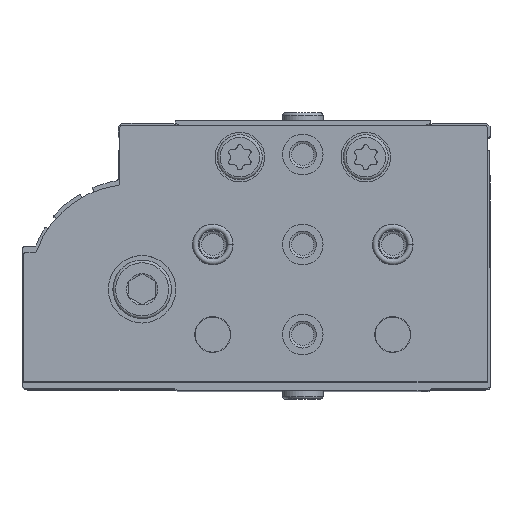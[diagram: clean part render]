
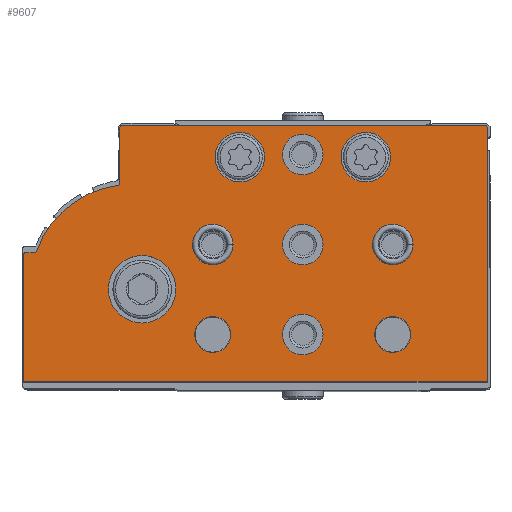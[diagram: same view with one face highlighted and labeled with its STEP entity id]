
A CAD part, top view. The second image highlights one B-rep face of the part: STEP entity #9607.
In plain terms, the highlighted face is planar.
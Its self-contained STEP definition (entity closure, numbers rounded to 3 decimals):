
#971=LINE('',#16331,#1713);
#973=LINE('',#16335,#1715);
#975=LINE('',#16339,#1717);
#978=LINE('',#16347,#1720);
#983=LINE('',#16363,#1725);
#986=LINE('',#16371,#1728);
#1713=VECTOR('',#13184,1000.);
#1715=VECTOR('',#13188,1000.);
#1717=VECTOR('',#13192,1000.);
#1720=VECTOR('',#13201,1000.);
#1725=VECTOR('',#13220,1000.);
#1728=VECTOR('',#13229,1000.);
#3679=ORIENTED_EDGE('',*,*,#5450,.T.);
#3680=ORIENTED_EDGE('',*,*,#5451,.T.);
#3681=ORIENTED_EDGE('',*,*,#5452,.T.);
#3682=ORIENTED_EDGE('',*,*,#5453,.T.);
#3683=ORIENTED_EDGE('',*,*,#5454,.T.);
#3684=ORIENTED_EDGE('',*,*,#5455,.T.);
#3685=ORIENTED_EDGE('',*,*,#5456,.T.);
#3686=ORIENTED_EDGE('',*,*,#5457,.T.);
#3687=ORIENTED_EDGE('',*,*,#5458,.T.);
#3688=ORIENTED_EDGE('',*,*,#5459,.T.);
#3689=ORIENTED_EDGE('',*,*,#5425,.F.);
#3690=ORIENTED_EDGE('',*,*,#5448,.F.);
#3691=ORIENTED_EDGE('',*,*,#5446,.F.);
#3692=ORIENTED_EDGE('',*,*,#5444,.F.);
#3693=ORIENTED_EDGE('',*,*,#5442,.T.);
#3694=ORIENTED_EDGE('',*,*,#5440,.F.);
#3695=ORIENTED_EDGE('',*,*,#5438,.T.);
#3696=ORIENTED_EDGE('',*,*,#5436,.F.);
#3697=ORIENTED_EDGE('',*,*,#5434,.F.);
#3698=ORIENTED_EDGE('',*,*,#5432,.F.);
#3699=ORIENTED_EDGE('',*,*,#5430,.F.);
#3700=ORIENTED_EDGE('',*,*,#5428,.F.);
#5425=EDGE_CURVE('',#6493,#6494,#7082,.T.);
#5428=EDGE_CURVE('',#6494,#6495,#971,.T.);
#5430=EDGE_CURVE('',#6495,#6496,#973,.T.);
#5432=EDGE_CURVE('',#6496,#6497,#975,.T.);
#5434=EDGE_CURVE('',#6497,#6498,#7083,.T.);
#5436=EDGE_CURVE('',#6498,#6499,#978,.T.);
#5438=EDGE_CURVE('',#6500,#6499,#7084,.T.);
#5440=EDGE_CURVE('',#6500,#6501,#7085,.T.);
#5442=EDGE_CURVE('',#6502,#6501,#7086,.T.);
#5444=EDGE_CURVE('',#6502,#6503,#983,.T.);
#5446=EDGE_CURVE('',#6503,#6504,#7087,.T.);
#5448=EDGE_CURVE('',#6504,#6493,#986,.T.);
#5450=EDGE_CURVE('',#6505,#6505,#7088,.T.);
#5451=EDGE_CURVE('',#6506,#6506,#7089,.T.);
#5452=EDGE_CURVE('',#6507,#6507,#7090,.T.);
#5453=EDGE_CURVE('',#6508,#6508,#7091,.T.);
#5454=EDGE_CURVE('',#6509,#6509,#7092,.T.);
#5455=EDGE_CURVE('',#6510,#6510,#7093,.T.);
#5456=EDGE_CURVE('',#6511,#6511,#7094,.T.);
#5457=EDGE_CURVE('',#6512,#6512,#7095,.T.);
#5458=EDGE_CURVE('',#6513,#6513,#7096,.T.);
#5459=EDGE_CURVE('',#6514,#6514,#7097,.T.);
#6493=VERTEX_POINT('',#16326);
#6494=VERTEX_POINT('',#16327);
#6495=VERTEX_POINT('',#16332);
#6496=VERTEX_POINT('',#16336);
#6497=VERTEX_POINT('',#16340);
#6498=VERTEX_POINT('',#16344);
#6499=VERTEX_POINT('',#16348);
#6500=VERTEX_POINT('',#16352);
#6501=VERTEX_POINT('',#16356);
#6502=VERTEX_POINT('',#16360);
#6503=VERTEX_POINT('',#16364);
#6504=VERTEX_POINT('',#16368);
#6505=VERTEX_POINT('',#16375);
#6506=VERTEX_POINT('',#16377);
#6507=VERTEX_POINT('',#16379);
#6508=VERTEX_POINT('',#16381);
#6509=VERTEX_POINT('',#16383);
#6510=VERTEX_POINT('',#16385);
#6511=VERTEX_POINT('',#16387);
#6512=VERTEX_POINT('',#16389);
#6513=VERTEX_POINT('',#16391);
#6514=VERTEX_POINT('',#16393);
#7082=CIRCLE('',#10800,0.5);
#7083=CIRCLE('',#10805,0.5);
#7084=CIRCLE('',#10808,0.5);
#7085=CIRCLE('',#10810,22.5);
#7086=CIRCLE('',#10812,0.5);
#7087=CIRCLE('',#10815,0.5);
#7088=CIRCLE('',#10818,7.5);
#7089=CIRCLE('',#10819,4.5);
#7090=CIRCLE('',#10820,5.5);
#7091=CIRCLE('',#10821,5.5);
#7092=CIRCLE('',#10822,4.5);
#7093=CIRCLE('',#10823,4.5);
#7094=CIRCLE('',#10824,4.5);
#7095=CIRCLE('',#10825,4.);
#7096=CIRCLE('',#10826,4.5);
#7097=CIRCLE('',#10827,4.);
#7782=EDGE_LOOP('',(#3679));
#7783=EDGE_LOOP('',(#3680));
#7784=EDGE_LOOP('',(#3681));
#7785=EDGE_LOOP('',(#3682));
#7786=EDGE_LOOP('',(#3683));
#7787=EDGE_LOOP('',(#3684));
#7788=EDGE_LOOP('',(#3685));
#7789=EDGE_LOOP('',(#3686));
#7790=EDGE_LOOP('',(#3687));
#7791=EDGE_LOOP('',(#3688));
#7792=EDGE_LOOP('',(#3689,#3690,#3691,#3692,#3693,#3694,#3695,#3696,#3697,
#3698,#3699,#3700));
#8614=FACE_BOUND('',#7782,.T.);
#8615=FACE_BOUND('',#7783,.T.);
#8616=FACE_BOUND('',#7784,.T.);
#8617=FACE_BOUND('',#7785,.T.);
#8618=FACE_BOUND('',#7786,.T.);
#8619=FACE_BOUND('',#7787,.T.);
#8620=FACE_BOUND('',#7788,.T.);
#8621=FACE_BOUND('',#7789,.T.);
#8622=FACE_BOUND('',#7790,.T.);
#8623=FACE_BOUND('',#7791,.T.);
#8624=FACE_BOUND('',#7792,.T.);
#9147=PLANE('',#10817);
#9607=ADVANCED_FACE('',(#8614,#8615,#8616,#8617,#8618,#8619,#8620,#8621,
#8622,#8623,#8624),#9147,.F.);
#10800=AXIS2_PLACEMENT_3D('',#16325,#13178,#13179);
#10805=AXIS2_PLACEMENT_3D('',#16343,#13196,#13197);
#10808=AXIS2_PLACEMENT_3D('',#16351,#13205,#13206);
#10810=AXIS2_PLACEMENT_3D('',#16355,#13210,#13211);
#10812=AXIS2_PLACEMENT_3D('',#16359,#13215,#13216);
#10815=AXIS2_PLACEMENT_3D('',#16367,#13224,#13225);
#10817=AXIS2_PLACEMENT_3D('',#16373,#13231,#13232);
#10818=AXIS2_PLACEMENT_3D('',#16374,#13233,#13234);
#10819=AXIS2_PLACEMENT_3D('',#16376,#13235,#13236);
#10820=AXIS2_PLACEMENT_3D('',#16378,#13237,#13238);
#10821=AXIS2_PLACEMENT_3D('',#16380,#13239,#13240);
#10822=AXIS2_PLACEMENT_3D('',#16382,#13241,#13242);
#10823=AXIS2_PLACEMENT_3D('',#16384,#13243,#13244);
#10824=AXIS2_PLACEMENT_3D('',#16386,#13245,#13246);
#10825=AXIS2_PLACEMENT_3D('',#16388,#13247,#13248);
#10826=AXIS2_PLACEMENT_3D('',#16390,#13249,#13250);
#10827=AXIS2_PLACEMENT_3D('',#16392,#13251,#13252);
#13178=DIRECTION('',(0.,0.,1.));
#13179=DIRECTION('',(1.,0.,0.));
#13184=DIRECTION('',(0.,-1.,0.));
#13188=DIRECTION('',(1.,0.,0.));
#13192=DIRECTION('',(0.,1.,0.));
#13196=DIRECTION('',(0.,0.,1.));
#13197=DIRECTION('',(1.,0.,0.));
#13201=DIRECTION('',(-1.,0.,0.));
#13205=DIRECTION('',(0.,0.,1.));
#13206=DIRECTION('',(1.,0.,0.));
#13210=DIRECTION('',(0.,0.,1.));
#13211=DIRECTION('',(1.,0.,0.));
#13215=DIRECTION('',(0.,0.,1.));
#13216=DIRECTION('',(1.,0.,0.));
#13220=DIRECTION('',(0.,1.,0.));
#13224=DIRECTION('',(0.,0.,1.));
#13225=DIRECTION('',(1.,0.,0.));
#13229=DIRECTION('',(-1.,0.,0.));
#13231=DIRECTION('',(0.,0.,1.));
#13232=DIRECTION('',(1.,0.,0.));
#13233=DIRECTION('',(0.,0.,1.));
#13234=DIRECTION('',(1.,0.,0.));
#13235=DIRECTION('',(0.,0.,1.));
#13236=DIRECTION('',(1.,0.,0.));
#13237=DIRECTION('',(0.,0.,1.));
#13238=DIRECTION('',(1.,0.,0.));
#13239=DIRECTION('',(0.,0.,1.));
#13240=DIRECTION('',(1.,0.,0.));
#13241=DIRECTION('',(0.,0.,1.));
#13242=DIRECTION('',(1.,0.,0.));
#13243=DIRECTION('',(0.,0.,1.));
#13244=DIRECTION('',(1.,0.,0.));
#13245=DIRECTION('',(0.,0.,1.));
#13246=DIRECTION('',(1.,0.,0.));
#13247=DIRECTION('',(0.,0.,1.));
#13248=DIRECTION('',(1.,0.,0.));
#13249=DIRECTION('',(0.,0.,1.));
#13250=DIRECTION('',(1.,0.,0.));
#13251=DIRECTION('',(0.,0.,1.));
#13252=DIRECTION('',(1.,0.,0.));
#16325=CARTESIAN_POINT('',(0.5,56.5,0.));
#16326=CARTESIAN_POINT('',(0.5,57.,0.));
#16327=CARTESIAN_POINT('',(0.,56.5,0.));
#16331=CARTESIAN_POINT('',(0.,56.5,0.));
#16332=CARTESIAN_POINT('',(0.,0.,0.));
#16335=CARTESIAN_POINT('',(0.,0.,0.));
#16336=CARTESIAN_POINT('',(103.,0.,0.));
#16339=CARTESIAN_POINT('',(103.,0.,0.));
#16340=CARTESIAN_POINT('',(103.,28.2,0.));
#16343=CARTESIAN_POINT('',(102.5,28.2,0.));
#16344=CARTESIAN_POINT('',(102.5,28.7,0.));
#16347=CARTESIAN_POINT('',(102.5,28.7,0.));
#16348=CARTESIAN_POINT('',(100.637,28.7,0.));
#16351=CARTESIAN_POINT('',(100.637,29.2,0.));
#16352=CARTESIAN_POINT('',(100.167,29.03,0.));
#16355=CARTESIAN_POINT('',(79.,21.4,0.));
#16356=CARTESIAN_POINT('',(82.033,43.695,0.));
#16359=CARTESIAN_POINT('',(82.1,44.19,0.));
#16360=CARTESIAN_POINT('',(81.6,44.19,0.));
#16363=CARTESIAN_POINT('',(81.6,44.19,0.));
#16364=CARTESIAN_POINT('',(81.6,56.5,0.));
#16367=CARTESIAN_POINT('',(81.1,56.5,0.));
#16368=CARTESIAN_POINT('',(81.1,57.,0.));
#16371=CARTESIAN_POINT('',(81.1,57.,0.));
#16373=CARTESIAN_POINT('',(0.5,56.5,0.));
#16374=CARTESIAN_POINT('',(76.65,20.6,0.));
#16375=CARTESIAN_POINT('',(84.15,20.6,0.));
#16376=CARTESIAN_POINT('',(40.95,50.55,0.));
#16377=CARTESIAN_POINT('',(45.45,50.55,0.));
#16378=CARTESIAN_POINT('',(54.95,49.95,0.));
#16379=CARTESIAN_POINT('',(60.45,49.95,0.));
#16380=CARTESIAN_POINT('',(26.95,49.95,0.));
#16381=CARTESIAN_POINT('',(32.45,49.95,0.));
#16382=CARTESIAN_POINT('',(60.95,30.55,0.));
#16383=CARTESIAN_POINT('',(65.45,30.55,0.));
#16384=CARTESIAN_POINT('',(40.95,30.55,0.));
#16385=CARTESIAN_POINT('',(45.45,30.55,0.));
#16386=CARTESIAN_POINT('',(20.95,30.55,0.));
#16387=CARTESIAN_POINT('',(25.45,30.55,0.));
#16388=CARTESIAN_POINT('',(60.95,10.55,0.));
#16389=CARTESIAN_POINT('',(64.95,10.55,0.));
#16390=CARTESIAN_POINT('',(40.95,10.55,0.));
#16391=CARTESIAN_POINT('',(45.45,10.55,0.));
#16392=CARTESIAN_POINT('',(20.95,10.55,0.));
#16393=CARTESIAN_POINT('',(24.95,10.55,0.));
